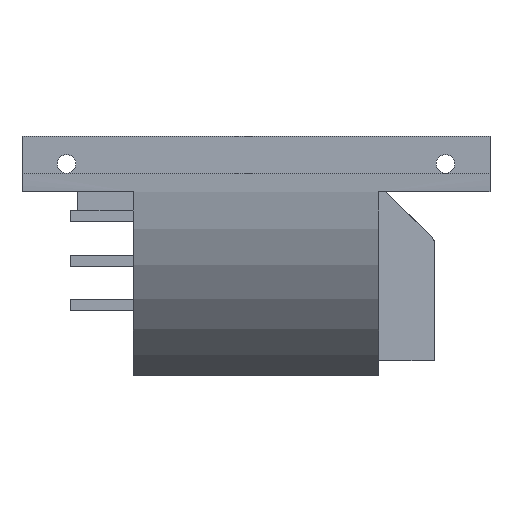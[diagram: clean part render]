
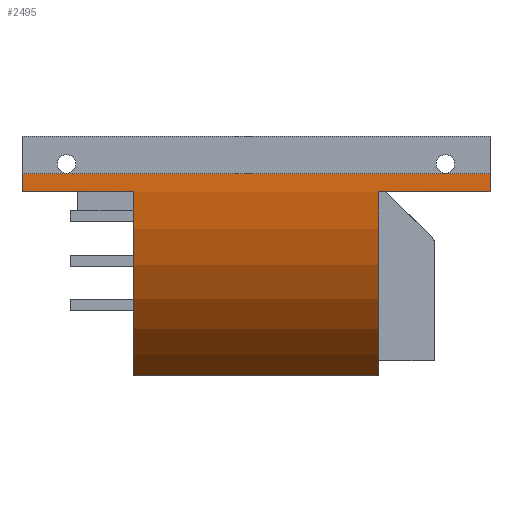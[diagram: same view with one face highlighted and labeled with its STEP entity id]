
A CAD part, front view. The second image highlights one B-rep face of the part: STEP entity #2495.
In plain terms, the highlighted cylindrical face has radius 62.263 mm (diameter 124.525 mm), a partial arc.
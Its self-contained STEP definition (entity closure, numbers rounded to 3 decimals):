
#130=CIRCLE('',#2694,62.263);
#136=CIRCLE('',#2713,62.263);
#137=CIRCLE('',#2715,62.263);
#138=CIRCLE('',#2716,62.263);
#172=CYLINDRICAL_SURFACE('',#2714,62.263);
#275=FACE_OUTER_BOUND('',#416,.T.);
#416=EDGE_LOOP('',(#2096,#2097,#2098,#2099,#2100,#2101,#2102,#2103));
#600=LINE('',#3997,#871);
#614=LINE('',#4039,#885);
#617=LINE('',#4048,#888);
#652=LINE('',#4124,#923);
#871=VECTOR('',#3162,10.);
#885=VECTOR('',#3204,10.);
#888=VECTOR('',#3211,10.);
#923=VECTOR('',#3268,10.);
#1126=VERTEX_POINT('',#3995);
#1127=VERTEX_POINT('',#3996);
#1138=VERTEX_POINT('',#4030);
#1141=VERTEX_POINT('',#4038);
#1144=VERTEX_POINT('',#4046);
#1145=VERTEX_POINT('',#4047);
#1174=VERTEX_POINT('',#4121);
#1175=VERTEX_POINT('',#4123);
#1430=EDGE_CURVE('',#1126,#1127,#600,.T.);
#1447=EDGE_CURVE('',#1126,#1138,#130,.T.);
#1451=EDGE_CURVE('',#1138,#1141,#614,.T.);
#1455=EDGE_CURVE('',#1144,#1145,#617,.T.);
#1492=EDGE_CURVE('',#1175,#1174,#652,.T.);
#1508=EDGE_CURVE('',#1175,#1144,#136,.T.);
#1509=EDGE_CURVE('',#1141,#1174,#137,.T.);
#1510=EDGE_CURVE('',#1145,#1127,#138,.T.);
#2096=ORIENTED_EDGE('',*,*,#1508,.F.);
#2097=ORIENTED_EDGE('',*,*,#1492,.T.);
#2098=ORIENTED_EDGE('',*,*,#1509,.F.);
#2099=ORIENTED_EDGE('',*,*,#1451,.F.);
#2100=ORIENTED_EDGE('',*,*,#1447,.F.);
#2101=ORIENTED_EDGE('',*,*,#1430,.T.);
#2102=ORIENTED_EDGE('',*,*,#1510,.F.);
#2103=ORIENTED_EDGE('',*,*,#1455,.F.);
#2495=ADVANCED_FACE('',(#275),#172,.T.);
#2694=AXIS2_PLACEMENT_3D('',#4031,#3197,#3198);
#2713=AXIS2_PLACEMENT_3D('',#4636,#3288,#3289);
#2714=AXIS2_PLACEMENT_3D('',#4637,#3290,#3291);
#2715=AXIS2_PLACEMENT_3D('',#4638,#3292,#3293);
#2716=AXIS2_PLACEMENT_3D('',#4639,#3294,#3295);
#3162=DIRECTION('',(-1.,0.,0.));
#3197=DIRECTION('center_axis',(1.,0.,0.));
#3198=DIRECTION('ref_axis',(0.,-0.369,-0.929));
#3204=DIRECTION('',(-1.,0.,0.));
#3211=DIRECTION('',(-1.,0.,0.));
#3268=DIRECTION('',(1.,0.,0.));
#3288=DIRECTION('center_axis',(-1.,0.,0.));
#3289=DIRECTION('ref_axis',(0.,-0.369,-0.929));
#3290=DIRECTION('center_axis',(1.,0.,0.));
#3291=DIRECTION('ref_axis',(0.,-0.369,-0.929));
#3292=DIRECTION('center_axis',(1.,0.,0.));
#3293=DIRECTION('ref_axis',(0.,-0.369,-0.929));
#3294=DIRECTION('center_axis',(-1.,0.,0.));
#3295=DIRECTION('ref_axis',(0.,-0.369,-0.929));
#3995=CARTESIAN_POINT('',(63.,-307.,49.873));
#3996=CARTESIAN_POINT('',(-63.,-307.,49.873));
#3997=CARTESIAN_POINT('',(33.,-307.,49.873));
#4030=CARTESIAN_POINT('',(63.,-306.809,45.));
#4031=CARTESIAN_POINT('Origin',(63.,-244.737,49.873));
#4038=CARTESIAN_POINT('',(33.,-306.809,45.));
#4039=CARTESIAN_POINT('',(33.,-306.809,45.));
#4046=CARTESIAN_POINT('',(-33.,-306.809,45.));
#4047=CARTESIAN_POINT('',(-63.,-306.809,45.));
#4048=CARTESIAN_POINT('',(33.,-306.809,45.));
#4121=CARTESIAN_POINT('',(33.,-274.893,-4.6));
#4123=CARTESIAN_POINT('',(-33.,-274.893,-4.6));
#4124=CARTESIAN_POINT('',(-33.,-274.893,-4.6));
#4636=CARTESIAN_POINT('Origin',(-33.,-244.737,49.873));
#4637=CARTESIAN_POINT('Origin',(-33.,-244.737,49.873));
#4638=CARTESIAN_POINT('Origin',(33.,-244.737,49.873));
#4639=CARTESIAN_POINT('Origin',(-63.,-244.737,49.873));
